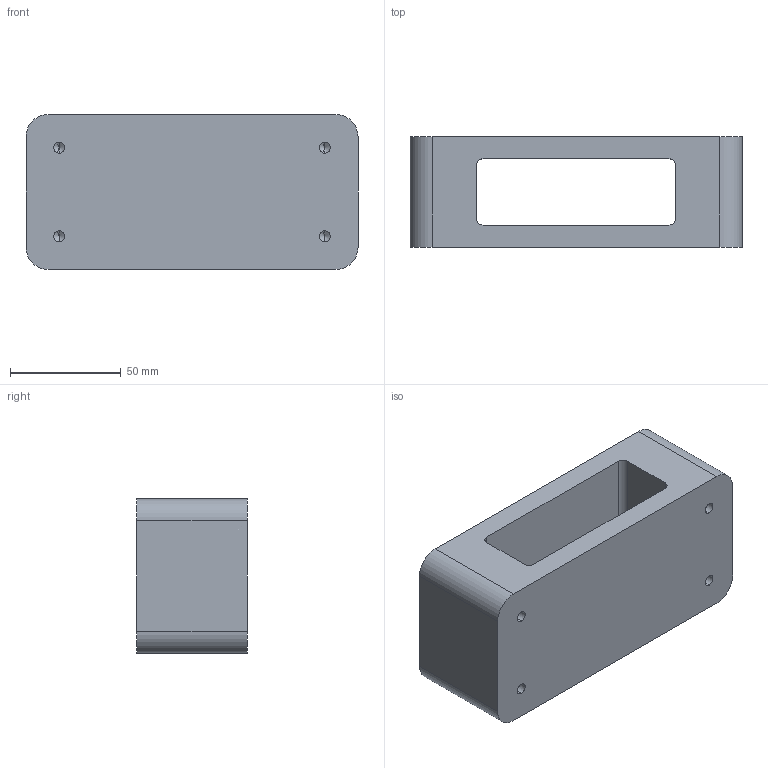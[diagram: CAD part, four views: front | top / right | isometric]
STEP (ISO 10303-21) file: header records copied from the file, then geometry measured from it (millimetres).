
FILE_DESCRIPTION (( 'STEP AP203' ), '1' );
FILE_NAME ('EXXON_USI_25_Aa.STEP', '2020-09-18T15:46:14', ( '' ), ( '' ), 'SwSTEP 2.0', 'SolidWorks 2020', '' );
FILE_SCHEMA (( 'CONFIG_CONTROL_DESIGN' ));
Length unit declared in the file: millimetre
Products named in the file (1): EXXON_USI_25_Aa
Bounding box: 150 x 50 x 70 mm (x, y, z)
Volume: 330874.3 mm3; surface area: 54106.1 mm2
Topology: 1 solids, 1 shells, 34 faces, 88 edges, 52 vertices
Faces by surface type: cylinder 16, plane 10, cone 8
Entity records: 1065 total; most frequent: DIRECTION 182, CARTESIAN_POINT 167, ORIENTED_EDGE 160, EDGE_CURVE 80, AXIS2_PLACEMENT_3D 67, VERTEX_POINT 52, LINE 48, VECTOR 48
